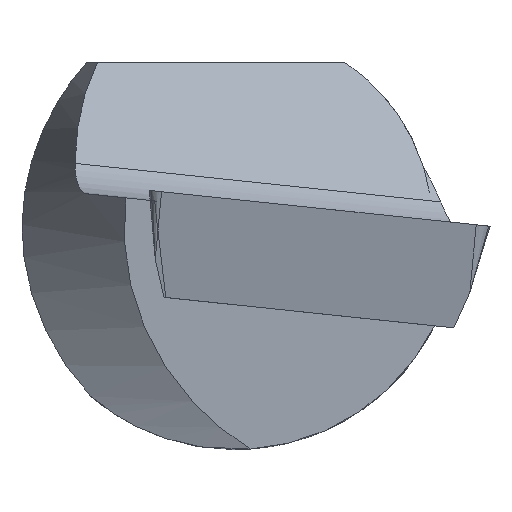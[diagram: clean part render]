
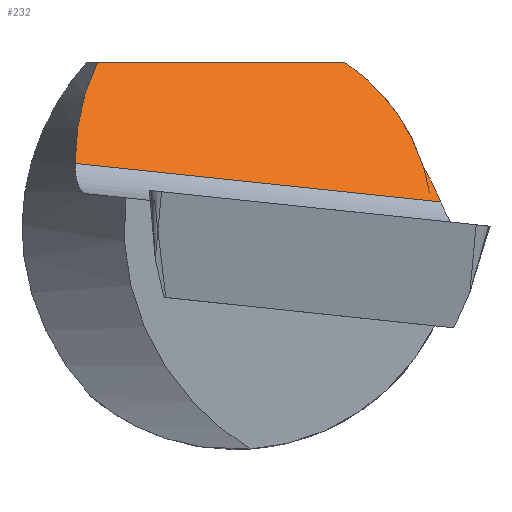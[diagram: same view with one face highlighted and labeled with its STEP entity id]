
A CAD part, left-side view. The second image highlights one B-rep face of the part: STEP entity #232.
In plain terms, the highlighted planar face has unit normal (-0.612, -0.425, 0.666).
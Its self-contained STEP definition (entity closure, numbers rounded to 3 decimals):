
#217=PLANE('',#586);
#232=ADVANCED_FACE('',(#258),#217,.F.);
#258=FACE_OUTER_BOUND('',#279,.T.);
#279=EDGE_LOOP('',(#403,#404,#405,#406,#407));
#320=LINE('',#780,#351);
#323=LINE('',#795,#354);
#351=VECTOR('',#641,1.);
#354=VECTOR('',#648,1.);
#403=ORIENTED_EDGE('',*,*,#537,.F.);
#404=ORIENTED_EDGE('',*,*,#538,.T.);
#405=ORIENTED_EDGE('',*,*,#530,.T.);
#406=ORIENTED_EDGE('',*,*,#539,.T.);
#407=ORIENTED_EDGE('',*,*,#533,.F.);
#491=VERTEX_POINT('',#767);
#492=VERTEX_POINT('',#769);
#493=VERTEX_POINT('',#779);
#494=VERTEX_POINT('',#781);
#497=VERTEX_POINT('',#794);
#530=EDGE_CURVE('',#492,#491,#568,.T.);
#533=EDGE_CURVE('',#493,#494,#320,.T.);
#537=EDGE_CURVE('',#497,#493,#569,.T.);
#538=EDGE_CURVE('',#497,#492,#323,.T.);
#539=EDGE_CURVE('',#491,#494,#570,.T.);
#568=ELLIPSE('',#581,17.11,9.249);
#569=ELLIPSE('',#584,11.554,8.);
#570=ELLIPSE('',#585,9.798,6.);
#581=AXIS2_PLACEMENT_3D('',#768,#636,#637);
#584=AXIS2_PLACEMENT_3D('',#793,#646,#647);
#585=AXIS2_PLACEMENT_3D('',#796,#649,#650);
#586=AXIS2_PLACEMENT_3D('',#797,#651,#652);
#636=DIRECTION('',(-0.612,-0.426,0.666));
#637=DIRECTION('',(-0.791,0.33,-0.516));
#641=DIRECTION('',(0.571,-0.821,0.));
#646=DIRECTION('',(0.612,0.426,-0.666));
#647=DIRECTION('',(-0.763,0.097,-0.639));
#648=DIRECTION('',(0.5,-0.861,-0.091));
#649=DIRECTION('',(-0.612,-0.426,0.666));
#650=DIRECTION('',(-0.791,0.33,-0.516));
#651=DIRECTION('',(0.612,0.426,-0.666));
#652=DIRECTION('',(-0.736,0.,-0.677));
#767=CARTESIAN_POINT('',(16.,-5.72,1.813));
#768=CARTESIAN_POINT('',(3.697,2.65,-4.149));
#769=CARTESIAN_POINT('',(15.222,-6.236,0.767));
#779=CARTESIAN_POINT('',(12.586,4.184,5.));
#780=CARTESIAN_POINT('',(-94.297,157.997,5.));
#781=CARTESIAN_POINT('',(17.798,-3.317,5.));
#793=CARTESIAN_POINT('',(11.736,-2.422,0.));
#794=CARTESIAN_POINT('',(8.779,4.862,1.934));
#795=CARTESIAN_POINT('',(5.553,10.419,2.518));
#796=CARTESIAN_POINT('',(10.053,0.,0.));
#797=CARTESIAN_POINT('',(13.452,14.001,12.066));
